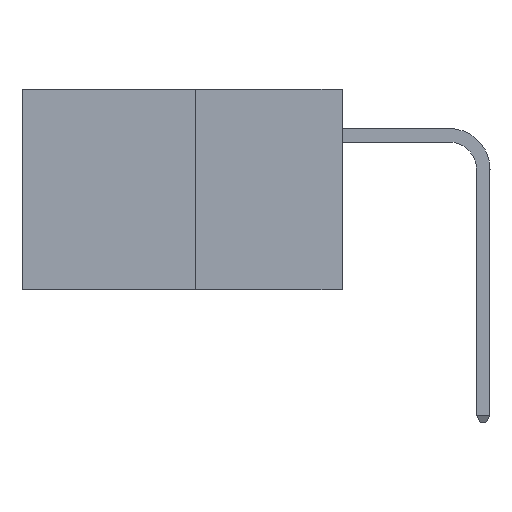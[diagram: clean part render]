
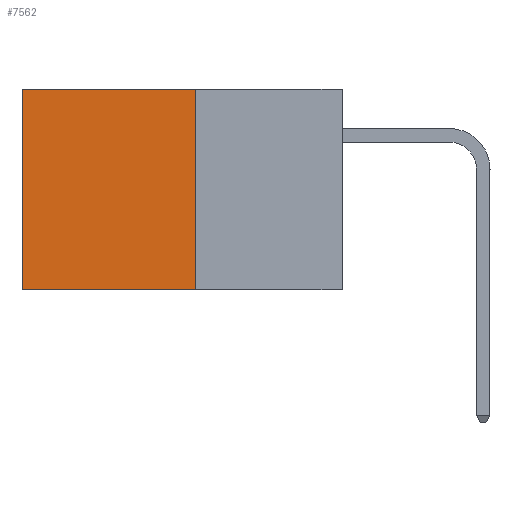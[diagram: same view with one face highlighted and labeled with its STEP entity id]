
A CAD part, left-side view. The second image highlights one B-rep face of the part: STEP entity #7562.
In plain terms, the highlighted planar face has unit normal (-1, 0, 0).
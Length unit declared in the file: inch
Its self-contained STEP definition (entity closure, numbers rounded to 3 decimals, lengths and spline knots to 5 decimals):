
#33 = PLANE ( 'NONE',  #6103 ) ;
#919 = LINE ( 'NONE', #3967, #8660 ) ;
#969 = VECTOR ( 'NONE', #2402, 39.37008 ) ;
#1235 = LINE ( 'NONE', #4429, #969 ) ;
#1307 = EDGE_LOOP ( 'NONE', ( #8969, #9207, #1550, #7533 ) ) ;
#1383 = VERTEX_POINT ( 'NONE', #8774 ) ;
#1402 = VECTOR ( 'NONE', #5511, 39.37008 ) ;
#1428 = VERTEX_POINT ( 'NONE', #4278 ) ;
#1550 = ORIENTED_EDGE ( 'NONE', *, *, #3945, .F. ) ;
#2402 = DIRECTION ( 'NONE',  ( 0., 0., -1. ) ) ;
#3222 = VECTOR ( 'NONE', #9650, 39.37008 ) ;
#3727 = EDGE_CURVE ( 'NONE', #4693, #1428, #1235, .T. ) ;
#3945 = EDGE_CURVE ( 'NONE', #8167, #1383, #9042, .T. ) ;
#3967 = CARTESIAN_POINT ( 'NONE',  ( 0.277, 0.27, -0.37 ) ) ;
#4278 = CARTESIAN_POINT ( 'NONE',  ( 0.277, 0.59, -0.37 ) ) ;
#4429 = CARTESIAN_POINT ( 'NONE',  ( 0.277, 0.59, -0.37 ) ) ;
#4693 = VERTEX_POINT ( 'NONE', #5245 ) ;
#5245 = CARTESIAN_POINT ( 'NONE',  ( 0.277, 0.59, 0. ) ) ;
#5316 = CARTESIAN_POINT ( 'NONE',  ( 0.277, 0.27, 0. ) ) ;
#5433 = CARTESIAN_POINT ( 'NONE',  ( 0.277, 0.27, 0. ) ) ;
#5511 = DIRECTION ( 'NONE',  ( 0., 1., 0. ) ) ;
#6103 = AXIS2_PLACEMENT_3D ( 'NONE', #9717, #9698, #9680 ) ;
#6560 = EDGE_CURVE ( 'NONE', #1383, #1428, #919, .T. ) ;
#6990 = LINE ( 'NONE', #5316, #1402 ) ;
#7533 = ORIENTED_EDGE ( 'NONE', *, *, #8181, .T. ) ;
#7562 = ADVANCED_FACE ( 'NONE', ( #8978 ), #33, .F. ) ;
#7908 = DIRECTION ( 'NONE',  ( 0., 1., 0. ) ) ;
#8167 = VERTEX_POINT ( 'NONE', #5433 ) ;
#8181 = EDGE_CURVE ( 'NONE', #8167, #4693, #6990, .T. ) ;
#8660 = VECTOR ( 'NONE', #7908, 39.37008 ) ;
#8774 = CARTESIAN_POINT ( 'NONE',  ( 0.277, 0.27, -0.37 ) ) ;
#8969 = ORIENTED_EDGE ( 'NONE', *, *, #3727, .T. ) ;
#8978 = FACE_OUTER_BOUND ( 'NONE', #1307, .T. ) ;
#9042 = LINE ( 'NONE', #9623, #3222 ) ;
#9207 = ORIENTED_EDGE ( 'NONE', *, *, #6560, .F. ) ;
#9623 = CARTESIAN_POINT ( 'NONE',  ( 0.277, 0.27, -0.37 ) ) ;
#9650 = DIRECTION ( 'NONE',  ( 0., 0., -1. ) ) ;
#9680 = DIRECTION ( 'NONE',  ( 0., 0., -1. ) ) ;
#9698 = DIRECTION ( 'NONE',  ( 1., 0., 0. ) ) ;
#9717 = CARTESIAN_POINT ( 'NONE',  ( 0.277, 0.27, -0.37 ) ) ;
